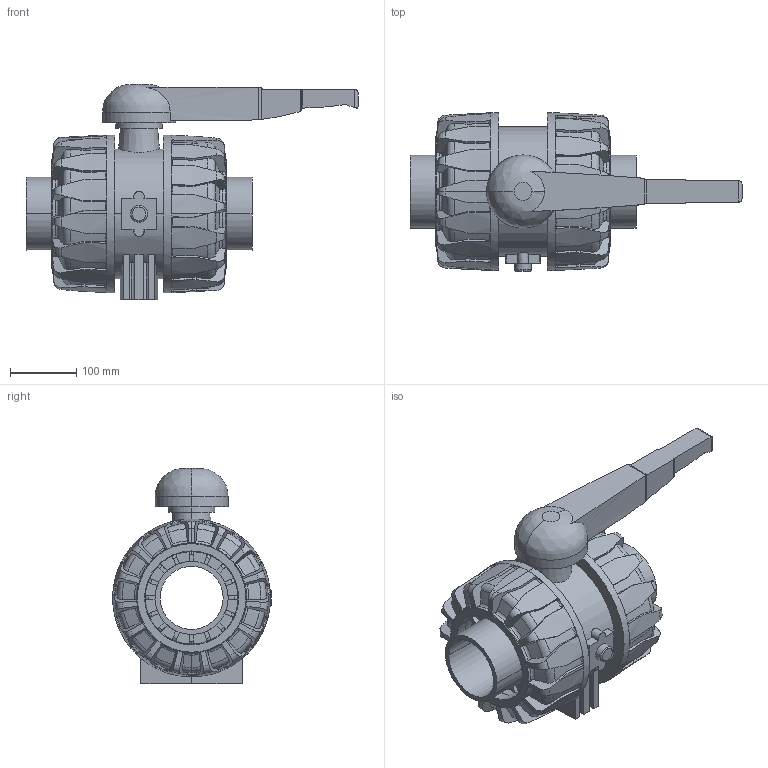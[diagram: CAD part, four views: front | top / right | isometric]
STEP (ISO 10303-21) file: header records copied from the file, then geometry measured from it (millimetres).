
FILE_DESCRIPTION(('STEP AP214'),'1');
FILE_NAME('vkddm110f.stp','2018-03-06T12:09:51',('TraceParts'),('TraceParts S.A.'),'Spatial InterOp 3D',' ',' ');
FILE_SCHEMA(('automotive_design'));
Length unit declared in the file: millimetre
Products named in the file (6): vkddm110f_1; vkddm110f_2; vkddm110f_3; vkddm110f_4; vkddm110f_5; vkddm110f_6
Bounding box: 500.3 x 238.88 x 324 mm (x, y, z)
Volume: 8803606.6 mm3; surface area: 874633.8 mm2
Topology: 6 solids, 6 shells, 873 faces, 2415 edges, 1562 vertices
Faces by surface type: plane 299, cylinder 210, torus 182, cone 172, bspline 10
Entity records: 42149 total; most frequent: CARTESIAN_POINT 13774, ORIENTED_EDGE 4830, DIRECTION 4115, EDGE_CURVE 2415, AXIS2_PLACEMENT_3D 1726, VERTEX_POINT 1562, B_SPLINE_CURVE_WITH_KNOTS 893, EDGE_LOOP 891
